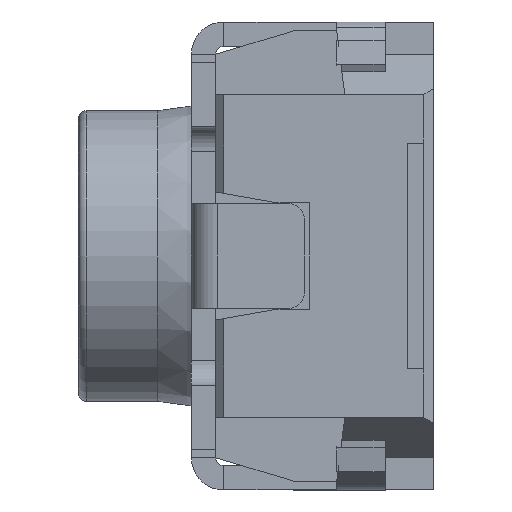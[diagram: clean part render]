
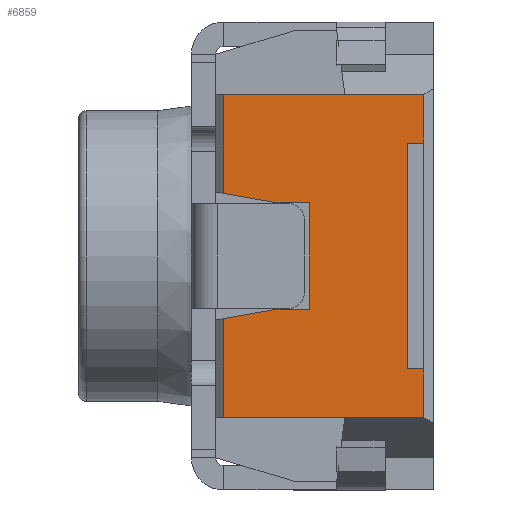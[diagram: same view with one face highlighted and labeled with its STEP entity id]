
A CAD part, left-side view. The second image highlights one B-rep face of the part: STEP entity #6859.
In plain terms, the highlighted planar face has unit normal (-1, 0, 0).
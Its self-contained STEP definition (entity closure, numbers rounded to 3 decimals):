
#29 = DIRECTION ( 'NONE',  ( 0., 0., -1. ) ) ;
#74 = DIRECTION ( 'NONE',  ( 1., 0., 0. ) ) ;
#119 = ORIENTED_EDGE ( 'NONE', *, *, #2138, .F. ) ;
#129 = VECTOR ( 'NONE', #5373, 1000. ) ;
#219 = VECTOR ( 'NONE', #4017, 1000. ) ;
#284 = LINE ( 'NONE', #333, #3003 ) ;
#333 = CARTESIAN_POINT ( 'NONE',  ( -1.95, 0.06, -1.45 ) ) ;
#388 = VERTEX_POINT ( 'NONE', #1674 ) ;
#458 = DIRECTION ( 'NONE',  ( 0., 0., -1. ) ) ;
#495 = EDGE_CURVE ( 'NONE', #2428, #2805, #3121, .T. ) ;
#544 = VECTOR ( 'NONE', #458, 1000. ) ;
#667 = PLANE ( 'NONE',  #6034 ) ;
#822 = EDGE_CURVE ( 'NONE', #2056, #5509, #2017, .T. ) ;
#823 = VERTEX_POINT ( 'NONE', #4447 ) ;
#856 = CARTESIAN_POINT ( 'NONE',  ( -1.95, 6.21, 0.7 ) ) ;
#878 = ORIENTED_EDGE ( 'NONE', *, *, #4347, .T. ) ;
#915 = CARTESIAN_POINT ( 'NONE',  ( -1.95, 0.77, 0.33 ) ) ;
#959 = DIRECTION ( 'NONE',  ( 0., 0., 1. ) ) ;
#1026 = CARTESIAN_POINT ( 'NONE',  ( -1.95, 0.16, -0.7 ) ) ;
#1032 = CARTESIAN_POINT ( 'NONE',  ( -1.95, 0.16, -1.45 ) ) ;
#1154 = ORIENTED_EDGE ( 'NONE', *, *, #5286, .F. ) ;
#1166 = VERTEX_POINT ( 'NONE', #915 ) ;
#1217 = CARTESIAN_POINT ( 'NONE',  ( -1.95, 1.3, 0.388 ) ) ;
#1233 = EDGE_CURVE ( 'NONE', #2056, #6270, #2429, .T. ) ;
#1242 = CARTESIAN_POINT ( 'NONE',  ( -1.95, 6.21, -0.7 ) ) ;
#1428 = DIRECTION ( 'NONE',  ( 0., -1., 0. ) ) ;
#1466 = ORIENTED_EDGE ( 'NONE', *, *, #822, .T. ) ;
#1489 = VERTEX_POINT ( 'NONE', #3432 ) ;
#1674 = CARTESIAN_POINT ( 'NONE',  ( -1.95, 0.06, -0.7 ) ) ;
#1870 = VERTEX_POINT ( 'NONE', #3190 ) ;
#1884 = EDGE_CURVE ( 'NONE', #823, #388, #284, .T. ) ;
#2004 = LINE ( 'NONE', #1242, #6123 ) ;
#2017 = LINE ( 'NONE', #3229, #219 ) ;
#2040 = CARTESIAN_POINT ( 'NONE',  ( -1.95, 0.06, 1. ) ) ;
#2046 = CARTESIAN_POINT ( 'NONE',  ( -1.95, 1.5, -1. ) ) ;
#2051 = CARTESIAN_POINT ( 'NONE',  ( -1.95, 0.97, 0.33 ) ) ;
#2056 = VERTEX_POINT ( 'NONE', #3043 ) ;
#2138 = EDGE_CURVE ( 'NONE', #1489, #5409, #2248, .T. ) ;
#2188 = DIRECTION ( 'NONE',  ( 0., -1., 0. ) ) ;
#2245 = LINE ( 'NONE', #4143, #4296 ) ;
#2246 = ORIENTED_EDGE ( 'NONE', *, *, #2578, .T. ) ;
#2248 = LINE ( 'NONE', #1032, #544 ) ;
#2312 = CARTESIAN_POINT ( 'NONE',  ( -1.95, 1.3, -0.388 ) ) ;
#2428 = VERTEX_POINT ( 'NONE', #2312 ) ;
#2429 = LINE ( 'NONE', #4852, #129 ) ;
#2469 = VECTOR ( 'NONE', #6299, 1000. ) ;
#2559 = DIRECTION ( 'NONE',  ( 0., 0., 1. ) ) ;
#2578 = EDGE_CURVE ( 'NONE', #1489, #1870, #5849, .T. ) ;
#2646 = VECTOR ( 'NONE', #7001, 1000. ) ;
#2805 = VERTEX_POINT ( 'NONE', #3591 ) ;
#2969 = CARTESIAN_POINT ( 'NONE',  ( -1.95, 0.77, -0.33 ) ) ;
#2993 = VERTEX_POINT ( 'NONE', #3189 ) ;
#3003 = VECTOR ( 'NONE', #2559, 1000. ) ;
#3043 = CARTESIAN_POINT ( 'NONE',  ( -1.95, 1.3, 1. ) ) ;
#3121 = LINE ( 'NONE', #3447, #3299 ) ;
#3158 = CARTESIAN_POINT ( 'NONE',  ( -1.95, 0.97, 0.33 ) ) ;
#3189 = CARTESIAN_POINT ( 'NONE',  ( -1.95, 1.3, -1. ) ) ;
#3190 = CARTESIAN_POINT ( 'NONE',  ( -1.95, 0.06, 0.7 ) ) ;
#3229 = CARTESIAN_POINT ( 'NONE',  ( -1.95, 1.3, 0.397 ) ) ;
#3299 = VECTOR ( 'NONE', #4002, 1000. ) ;
#3335 = EDGE_CURVE ( 'NONE', #2993, #823, #4225, .T. ) ;
#3338 = LINE ( 'NONE', #3409, #3770 ) ;
#3352 = ORIENTED_EDGE ( 'NONE', *, *, #6285, .F. ) ;
#3409 = CARTESIAN_POINT ( 'NONE',  ( -1.95, 1.3, -1. ) ) ;
#3432 = CARTESIAN_POINT ( 'NONE',  ( -1.95, 0.16, 0.7 ) ) ;
#3447 = CARTESIAN_POINT ( 'NONE',  ( -1.95, 1.35, -0.397 ) ) ;
#3591 = CARTESIAN_POINT ( 'NONE',  ( -1.95, 0.97, -0.33 ) ) ;
#3684 = ORIENTED_EDGE ( 'NONE', *, *, #5668, .T. ) ;
#3687 = VECTOR ( 'NONE', #959, 1000. ) ;
#3736 = EDGE_CURVE ( 'NONE', #388, #5409, #2004, .T. ) ;
#3770 = VECTOR ( 'NONE', #6151, 1000. ) ;
#3957 = VECTOR ( 'NONE', #2188, 1000. ) ;
#4002 = DIRECTION ( 'NONE',  ( 0., -0.985, 0.174 ) ) ;
#4017 = DIRECTION ( 'NONE',  ( 0., 0., -1. ) ) ;
#4108 = DIRECTION ( 'NONE',  ( 0., 0.985, 0.174 ) ) ;
#4143 = CARTESIAN_POINT ( 'NONE',  ( -1.95, 1.35, 0.397 ) ) ;
#4225 = LINE ( 'NONE', #2046, #5019 ) ;
#4296 = VECTOR ( 'NONE', #4108, 1000. ) ;
#4347 = EDGE_CURVE ( 'NONE', #2428, #2993, #3338, .T. ) ;
#4423 = CARTESIAN_POINT ( 'NONE',  ( -1.95, 6.21, -1.45 ) ) ;
#4447 = CARTESIAN_POINT ( 'NONE',  ( -1.95, 0.06, -1. ) ) ;
#4468 = VECTOR ( 'NONE', #1428, 1000. ) ;
#4553 = EDGE_LOOP ( 'NONE', ( #119, #2246, #3684, #6861, #1466, #3352, #1154, #6739, #4855, #6919, #878, #6762, #5042, #6664 ) ) ;
#4832 = LINE ( 'NONE', #5065, #3957 ) ;
#4852 = CARTESIAN_POINT ( 'NONE',  ( -1.95, 1.5, 1. ) ) ;
#4855 = ORIENTED_EDGE ( 'NONE', *, *, #6004, .F. ) ;
#5019 = VECTOR ( 'NONE', #5293, 1000. ) ;
#5042 = ORIENTED_EDGE ( 'NONE', *, *, #1884, .T. ) ;
#5065 = CARTESIAN_POINT ( 'NONE',  ( -1.95, 0.97, -0.33 ) ) ;
#5286 = EDGE_CURVE ( 'NONE', #1166, #5300, #7032, .T. ) ;
#5293 = DIRECTION ( 'NONE',  ( 0., -1., 0. ) ) ;
#5300 = VERTEX_POINT ( 'NONE', #3158 ) ;
#5323 = FACE_OUTER_BOUND ( 'NONE', #4553, .T. ) ;
#5373 = DIRECTION ( 'NONE',  ( 0., -1., 0. ) ) ;
#5399 = CARTESIAN_POINT ( 'NONE',  ( -1.95, 0.77, -0.33 ) ) ;
#5409 = VERTEX_POINT ( 'NONE', #1026 ) ;
#5509 = VERTEX_POINT ( 'NONE', #1217 ) ;
#5588 = LINE ( 'NONE', #5399, #3687 ) ;
#5668 = EDGE_CURVE ( 'NONE', #1870, #6270, #6613, .T. ) ;
#5690 = CARTESIAN_POINT ( 'NONE',  ( -1.95, 0.06, -1.45 ) ) ;
#5849 = LINE ( 'NONE', #856, #4468 ) ;
#6004 = EDGE_CURVE ( 'NONE', #2805, #7086, #4832, .T. ) ;
#6034 = AXIS2_PLACEMENT_3D ( 'NONE', #4423, #74, #29 ) ;
#6123 = VECTOR ( 'NONE', #6753, 1000. ) ;
#6151 = DIRECTION ( 'NONE',  ( 0., 0., -1. ) ) ;
#6270 = VERTEX_POINT ( 'NONE', #2040 ) ;
#6285 = EDGE_CURVE ( 'NONE', #5300, #5509, #2245, .T. ) ;
#6299 = DIRECTION ( 'NONE',  ( 0., 0., 1. ) ) ;
#6399 = EDGE_CURVE ( 'NONE', #7086, #1166, #5588, .T. ) ;
#6613 = LINE ( 'NONE', #5690, #2469 ) ;
#6664 = ORIENTED_EDGE ( 'NONE', *, *, #3736, .T. ) ;
#6739 = ORIENTED_EDGE ( 'NONE', *, *, #6399, .F. ) ;
#6753 = DIRECTION ( 'NONE',  ( 0., 1., 0. ) ) ;
#6762 = ORIENTED_EDGE ( 'NONE', *, *, #3335, .T. ) ;
#6859 = ADVANCED_FACE ( 'NONE', ( #5323 ), #667, .F. ) ;
#6861 = ORIENTED_EDGE ( 'NONE', *, *, #1233, .F. ) ;
#6919 = ORIENTED_EDGE ( 'NONE', *, *, #495, .F. ) ;
#7001 = DIRECTION ( 'NONE',  ( 0., 1., 0. ) ) ;
#7032 = LINE ( 'NONE', #2051, #2646 ) ;
#7086 = VERTEX_POINT ( 'NONE', #2969 ) ;
